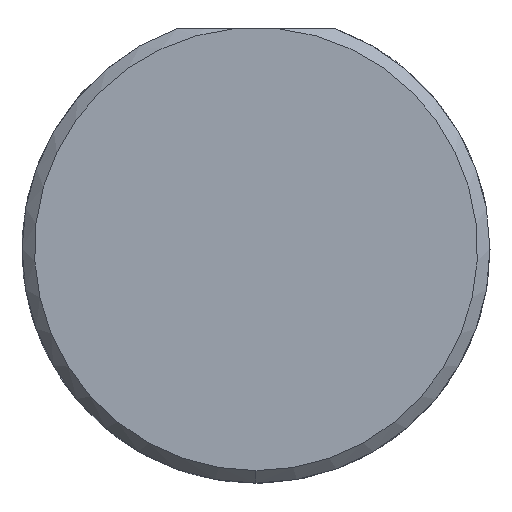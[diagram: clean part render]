
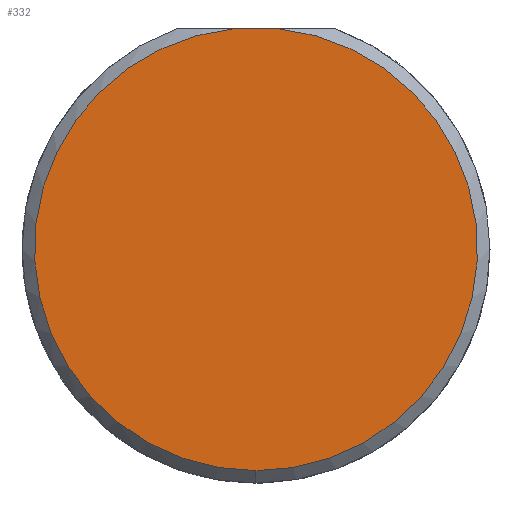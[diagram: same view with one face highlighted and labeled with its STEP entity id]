
A CAD part, left-side view. The second image highlights one B-rep face of the part: STEP entity #332.
In plain terms, the highlighted planar face has unit normal (-1, 0, 0).
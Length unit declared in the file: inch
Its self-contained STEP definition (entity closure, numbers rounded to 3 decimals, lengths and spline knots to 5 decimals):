
#24 = VERTEX_POINT ( 'NONE', #350 ) ;
#72 = VERTEX_POINT ( 'NONE', #90 ) ;
#90 = CARTESIAN_POINT ( 'NONE',  ( 0., -0.01881, 0.17635 ) ) ;
#112 = EDGE_CURVE ( 'NONE', #244, #72, #533, .T. ) ;
#127 = EDGE_CURVE ( 'NONE', #72, #24, #692, .T. ) ;
#146 = CARTESIAN_POINT ( 'NONE',  ( 0., 0., 0. ) ) ;
#153 = DIRECTION ( 'NONE',  ( -1., 0., 0. ) ) ;
#156 = AXIS2_PLACEMENT_3D ( 'NONE', #146, #153, #365 ) ;
#187 = DIRECTION ( 'NONE',  ( 0., 0., -1. ) ) ;
#188 = ORIENTED_EDGE ( 'NONE', *, *, #112, .T. ) ;
#190 = AXIS2_PLACEMENT_3D ( 'NONE', #477, #407, #253 ) ;
#244 = VERTEX_POINT ( 'NONE', #540 ) ;
#253 = DIRECTION ( 'NONE',  ( 0., 0., -1. ) ) ;
#295 = AXIS2_PLACEMENT_3D ( 'NONE', #471, #680, #187 ) ;
#316 = EDGE_LOOP ( 'NONE', ( #535, #505, #188 ) ) ;
#332 = ADVANCED_FACE ( 'NONE', ( #424 ), #557, .F. ) ;
#350 = CARTESIAN_POINT ( 'NONE',  ( 0., 0.01881, 0.17635 ) ) ;
#365 = DIRECTION ( 'NONE',  ( 0., 0., -1. ) ) ;
#366 = DIRECTION ( 'NONE',  ( 0., 1., 0. ) ) ;
#407 = DIRECTION ( 'NONE',  ( -1., 0., 0. ) ) ;
#424 = FACE_OUTER_BOUND ( 'NONE', #316, .T. ) ;
#464 = CIRCLE ( 'NONE', #156, 0.17735 ) ;
#471 = CARTESIAN_POINT ( 'NONE',  ( 0., 0., 0. ) ) ;
#472 = CARTESIAN_POINT ( 'NONE',  ( 0., 0.18735, 0.17635 ) ) ;
#477 = CARTESIAN_POINT ( 'NONE',  ( 0., 0., 0. ) ) ;
#505 = ORIENTED_EDGE ( 'NONE', *, *, #598, .T. ) ;
#533 = CIRCLE ( 'NONE', #190, 0.17735 ) ;
#535 = ORIENTED_EDGE ( 'NONE', *, *, #127, .T. ) ;
#540 = CARTESIAN_POINT ( 'NONE',  ( 0., 0., -0.17735 ) ) ;
#557 = PLANE ( 'NONE',  #295 ) ;
#586 = VECTOR ( 'NONE', #366, 39.37008 ) ;
#598 = EDGE_CURVE ( 'NONE', #24, #244, #464, .T. ) ;
#680 = DIRECTION ( 'NONE',  ( 1., 0., 0. ) ) ;
#692 = LINE ( 'NONE', #472, #586 ) ;
